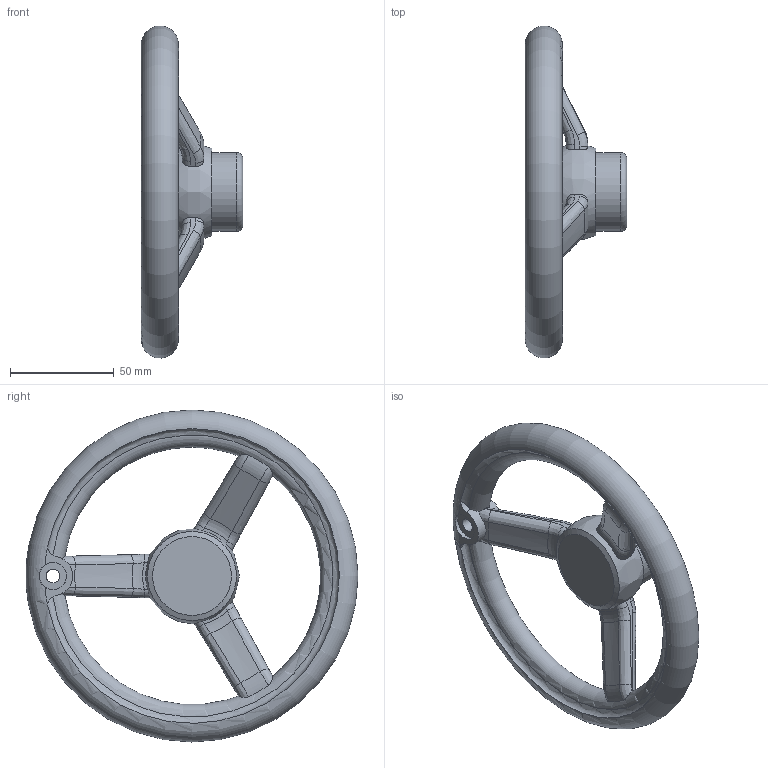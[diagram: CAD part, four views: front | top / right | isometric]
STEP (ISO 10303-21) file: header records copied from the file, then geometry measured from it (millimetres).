
FILE_DESCRIPTION(/* description */ (''),/* implementation_level */ '2;1');
FILE_NAME(/* name */ 'P_160_N.dxf',/* time_stamp */ '2012-11-23T17:19:29+08:00',/* author */ (''),/* organization */ (''),/* preprocessor_version */ 'ST-DEVELOPER v9',/* originating_system */ 'UGS - NX 4.0',/* authorisation */ '');
FILE_SCHEMA (('CONFIG_CONTROL_DESIGN'));
Length unit declared in the file: millimetre
Products named in the file (1): Admi6501xok8
Bounding box: 49 x 159.95 x 159.95 mm (x, y, z)
Volume: 168363.8 mm3; surface area: 38466.1 mm2
Topology: 1 solids, 1 shells, 94 faces, 244 edges, 151 vertices
Faces by surface type: bspline 31, cylinder 21, plane 18, torus 14, cone 10
Full cylindrical faces by diameter (mm): 6.6 x1, 13.1 x1, 38 x1
Entity records: 3524 total; most frequent: CARTESIAN_POINT 1490, ORIENTED_EDGE 464, DIRECTION 320, EDGE_CURVE 232, VERTEX_POINT 147, AXIS2_PLACEMENT_3D 146, B_SPLINE_CURVE_WITH_KNOTS 122, EDGE_LOOP 109
